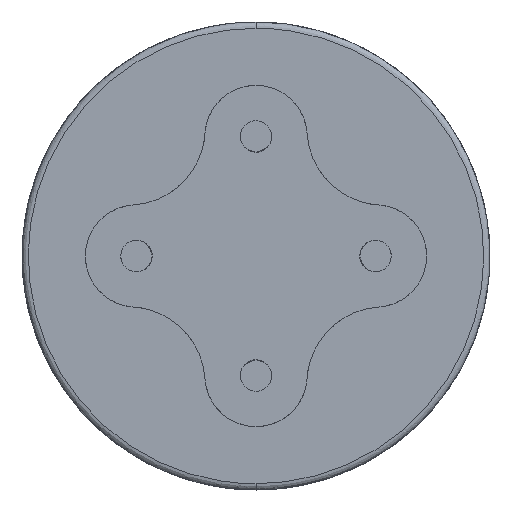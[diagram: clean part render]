
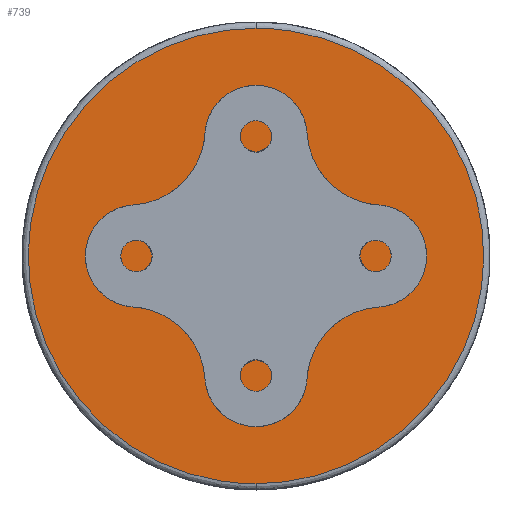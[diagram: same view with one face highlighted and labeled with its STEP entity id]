
A CAD part, front view. The second image highlights one B-rep face of the part: STEP entity #739.
In plain terms, the highlighted free-form (B-spline) face has degree [1, 1] with [2, 2] control points.
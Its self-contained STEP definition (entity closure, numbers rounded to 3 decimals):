
#126 = VERTEX_POINT('',#127);
#127 = CARTESIAN_POINT('',(17.361,8.167,
    16.895));
#133 = EDGE_CURVE('',#134,#126,#136,.T.);
#134 = VERTEX_POINT('',#135);
#135 = CARTESIAN_POINT('',(17.361,8.167,
    -16.895));
#136 = ( BOUNDED_CURVE() B_SPLINE_CURVE(2,(#137,#138,#139,#140,#141),
.UNSPECIFIED.,.F.,.F.) B_SPLINE_CURVE_WITH_KNOTS((3,2,3),(0.,
1.571,3.142),.PIECEWISE_BEZIER_KNOTS.) CURVE() 
GEOMETRIC_REPRESENTATION_ITEM() RATIONAL_B_SPLINE_CURVE((1.,
0.707,1.,0.707,1.)) REPRESENTATION_ITEM('') );
#137 = CARTESIAN_POINT('',(17.361,8.167,
    -16.895));
#138 = CARTESIAN_POINT('',(34.256,8.167,
    -16.895));
#139 = CARTESIAN_POINT('',(34.256,8.167,
    0.));
#140 = CARTESIAN_POINT('',(34.256,8.167,
    16.895));
#141 = CARTESIAN_POINT('',(17.361,8.167,
    16.895));
#206 = VERTEX_POINT('',#207);
#207 = CARTESIAN_POINT('',(17.361,8.167,
    -7.523));
#213 = EDGE_CURVE('',#206,#214,#216,.T.);
#214 = VERTEX_POINT('',#215);
#215 = CARTESIAN_POINT('',(17.361,8.167,7.523
    ));
#216 = ( BOUNDED_CURVE() B_SPLINE_CURVE(2,(#217,#218,#219,#220,#221),
.UNSPECIFIED.,.F.,.F.) B_SPLINE_CURVE_WITH_KNOTS((3,2,3),(0.,
1.571,3.142),.PIECEWISE_BEZIER_KNOTS.) CURVE() 
GEOMETRIC_REPRESENTATION_ITEM() RATIONAL_B_SPLINE_CURVE((1.,
0.707,1.,0.707,1.)) REPRESENTATION_ITEM('') );
#217 = CARTESIAN_POINT('',(17.361,8.167,
    -7.523));
#218 = CARTESIAN_POINT('',(9.839,8.167,-7.523
    ));
#219 = CARTESIAN_POINT('',(9.839,8.167,
    0.));
#220 = CARTESIAN_POINT('',(9.839,8.167,7.523)
  );
#221 = CARTESIAN_POINT('',(17.361,8.167,7.523
    ));
#739 = ADVANCED_FACE('',(#740,#751),#762,.T.);
#740 = FACE_BOUND('',#741,.T.);
#741 = EDGE_LOOP('',(#742,#743));
#742 = ORIENTED_EDGE('',*,*,#133,.T.);
#743 = ORIENTED_EDGE('',*,*,#744,.T.);
#744 = EDGE_CURVE('',#126,#134,#745,.T.);
#745 = ( BOUNDED_CURVE() B_SPLINE_CURVE(2,(#746,#747,#748,#749,#750),
.UNSPECIFIED.,.F.,.F.) B_SPLINE_CURVE_WITH_KNOTS((3,2,3),(3.142,
4.712,6.283),.PIECEWISE_BEZIER_KNOTS.) CURVE() 
GEOMETRIC_REPRESENTATION_ITEM() RATIONAL_B_SPLINE_CURVE((1.,
0.707,1.,0.707,1.)) REPRESENTATION_ITEM('') );
#746 = CARTESIAN_POINT('',(17.361,8.167,
    16.895));
#747 = CARTESIAN_POINT('',(0.467,8.167,16.895
    ));
#748 = CARTESIAN_POINT('',(0.467,8.167,
    0.));
#749 = CARTESIAN_POINT('',(0.467,8.167,-16.895
    ));
#750 = CARTESIAN_POINT('',(17.361,8.167,
    -16.895));
#751 = FACE_BOUND('',#752,.T.);
#752 = EDGE_LOOP('',(#753,#754));
#753 = ORIENTED_EDGE('',*,*,#213,.T.);
#754 = ORIENTED_EDGE('',*,*,#755,.T.);
#755 = EDGE_CURVE('',#214,#206,#756,.T.);
#756 = ( BOUNDED_CURVE() B_SPLINE_CURVE(2,(#757,#758,#759,#760,#761),
.UNSPECIFIED.,.F.,.F.) B_SPLINE_CURVE_WITH_KNOTS((3,2,3),(3.142,
4.712,6.283),.PIECEWISE_BEZIER_KNOTS.) CURVE() 
GEOMETRIC_REPRESENTATION_ITEM() RATIONAL_B_SPLINE_CURVE((1.,
0.707,1.,0.707,1.)) REPRESENTATION_ITEM('') );
#757 = CARTESIAN_POINT('',(17.361,8.167,7.523
    ));
#758 = CARTESIAN_POINT('',(24.884,8.167,7.523
    ));
#759 = CARTESIAN_POINT('',(24.884,8.167,
    0.));
#760 = CARTESIAN_POINT('',(24.884,8.167,
    -7.523));
#761 = CARTESIAN_POINT('',(17.361,8.167,
    -7.523));
#762 = B_SPLINE_SURFACE_WITH_KNOTS('',1,1,(
    (#763,#764)
    ,(#765,#766
    )),.UNSPECIFIED.,.F.,.F.,.F.,(2,2),(2,2),(-18.1,18.1),(-36.7,-0.5),
  .PIECEWISE_BEZIER_KNOTS.);
#763 = CARTESIAN_POINT('',(0.467,8.167,16.895
    ));
#764 = CARTESIAN_POINT('',(34.256,8.167,
    16.895));
#765 = CARTESIAN_POINT('',(0.467,8.167,-16.895
    ));
#766 = CARTESIAN_POINT('',(34.256,8.167,
    -16.895));
